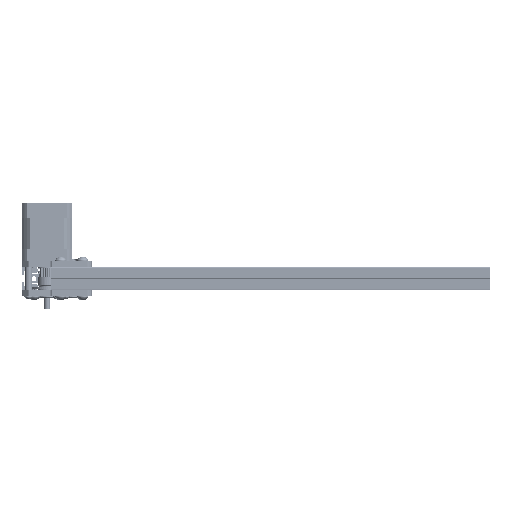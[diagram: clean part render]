
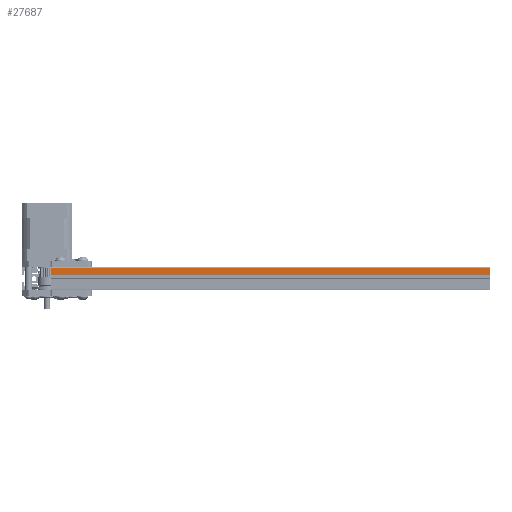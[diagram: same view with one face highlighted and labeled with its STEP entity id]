
A CAD part, left-side view. The second image highlights one B-rep face of the part: STEP entity #27687.
In plain terms, the highlighted face is planar.
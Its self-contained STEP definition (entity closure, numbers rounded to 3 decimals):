
#2066=PLANE('',#31354);
#4193=FACE_OUTER_BOUND('',#5982,.T.);
#5982=EDGE_LOOP('',(#25836,#25837,#25838,#25839));
#8141=LINE('',#51051,#10322);
#8142=LINE('',#51054,#10323);
#8143=LINE('',#51056,#10324);
#8144=LINE('',#51057,#10325);
#10322=VECTOR('',#40027,1000.);
#10323=VECTOR('',#40030,1000.);
#10324=VECTOR('',#40031,10.);
#10325=VECTOR('',#40032,1000.);
#14393=VERTEX_POINT('',#51047);
#14394=VERTEX_POINT('',#51049);
#14395=VERTEX_POINT('',#51053);
#14396=VERTEX_POINT('',#51055);
#18243=EDGE_CURVE('',#14394,#14393,#8141,.T.);
#18244=EDGE_CURVE('',#14393,#14395,#8142,.T.);
#18245=EDGE_CURVE('',#14394,#14396,#8143,.T.);
#18246=EDGE_CURVE('',#14396,#14395,#8144,.T.);
#25836=ORIENTED_EDGE('',*,*,#18244,.F.);
#25837=ORIENTED_EDGE('',*,*,#18243,.F.);
#25838=ORIENTED_EDGE('',*,*,#18245,.T.);
#25839=ORIENTED_EDGE('',*,*,#18246,.T.);
#27687=ADVANCED_FACE('',(#4193),#2066,.T.);
#31354=AXIS2_PLACEMENT_3D('',#51052,#40028,#40029);
#40027=DIRECTION('',(0.,0.,1.));
#40028=DIRECTION('center_axis',(0.,1.,0.));
#40029=DIRECTION('ref_axis',(0.,0.,1.));
#40030=DIRECTION('',(-1.,0.,0.));
#40031=DIRECTION('',(-1.,0.,0.));
#40032=DIRECTION('',(0.,0.,1.));
#51047=CARTESIAN_POINT('',(-3.,10.,20.));
#51049=CARTESIAN_POINT('',(-3.,10.,-350.));
#51051=CARTESIAN_POINT('',(-3.,10.,-200.));
#51052=CARTESIAN_POINT('Origin',(-3.,10.,-200.));
#51053=CARTESIAN_POINT('',(-9.,10.,20.));
#51054=CARTESIAN_POINT('',(-3.,10.,20.));
#51055=CARTESIAN_POINT('',(-9.,10.,-350.));
#51056=CARTESIAN_POINT('',(-6.,10.,-350.));
#51057=CARTESIAN_POINT('',(-9.,10.,-200.));
